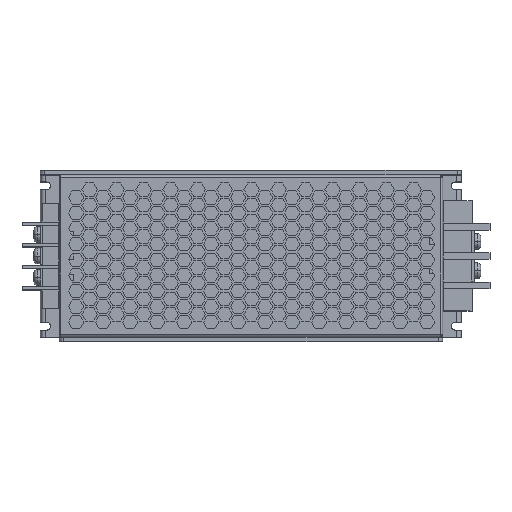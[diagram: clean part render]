
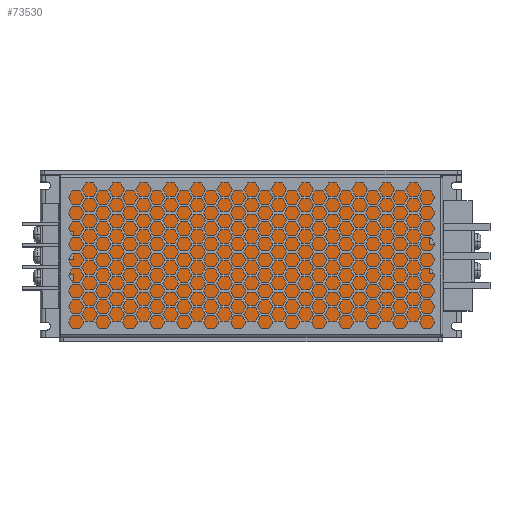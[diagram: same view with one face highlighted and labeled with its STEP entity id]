
A CAD part, top view. The second image highlights one B-rep face of the part: STEP entity #73530.
In plain terms, the highlighted planar face has unit normal (0, 0, 1).
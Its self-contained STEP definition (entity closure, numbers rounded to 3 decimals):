
#38460=CARTESIAN_POINT('',(-5.993,58.379,
0.));
#38470=VERTEX_POINT('',#38460);
#38500=CARTESIAN_POINT('',(-14.583,58.379,0.));
#38510=DIRECTION('',(1.,0.,0.));
#38520=VECTOR('',#38510,1.);
#38530=LINE('',#38500,#38520);
#38540=CARTESIAN_POINT('',(0.457,58.379,
0.));
#38550=VERTEX_POINT('',#38540);
#38560=EDGE_CURVE('',#38470,#38550,#38530,.T.);
#39350=CARTESIAN_POINT('',(-5.993,131.179,
0.));
#39360=VERTEX_POINT('',#39350);
#40080=CARTESIAN_POINT('',(-5.993,62.079,
0.));
#40090=DIRECTION('',(0.,-1.,0.));
#40100=VECTOR('',#40090,1.);
#40110=LINE('',#40080,#40100);
#40120=CARTESIAN_POINT('',(-5.993,128.129,
0.));
#40130=VERTEX_POINT('',#40120);
#40140=EDGE_CURVE('',#39360,#40130,#40110,.T.);
#40310=CARTESIAN_POINT('',(-5.993,60.079,
0.));
#40320=DIRECTION('',(0.,-1.,0.));
#40330=VECTOR('',#40320,1.);
#40340=LINE('',#40310,#40330);
#40350=CARTESIAN_POINT('',(-5.993,124.629,
0.));
#40360=VERTEX_POINT('',#40350);
#40370=CARTESIAN_POINT('',(-5.993,65.129,
0.));
#40380=VERTEX_POINT('',#40370);
#40390=EDGE_CURVE('',#40360,#40380,#40340,.T.);
#40790=CARTESIAN_POINT('',(-5.293,61.629,
0.));
#40800=VERTEX_POINT('',#40790);
#40830=CARTESIAN_POINT('',(115.946,61.629,
0.));
#40840=DIRECTION('',(-1.,0.,0.));
#40850=VECTOR('',#40840,1.);
#40860=LINE('',#40830,#40850);
#40870=CARTESIAN_POINT('',(-5.993,61.629,
0.));
#40880=VERTEX_POINT('',#40870);
#40890=EDGE_CURVE('',#40800,#40880,#40860,.T.);
#41530=CARTESIAN_POINT('',(-5.293,124.629,
0.));
#41540=VERTEX_POINT('',#41530);
#41570=CARTESIAN_POINT('',(115.946,124.629,
0.));
#41580=DIRECTION('',(-1.,0.,0.));
#41590=VECTOR('',#41580,1.);
#41600=LINE('',#41570,#41590);
#41610=EDGE_CURVE('',#41540,#40360,#41600,.T.);
#41780=CARTESIAN_POINT('',(115.946,65.129,
0.));
#41790=DIRECTION('',(1.,0.,0.));
#41800=VECTOR('',#41790,1.);
#41810=LINE('',#41780,#41800);
#41820=CARTESIAN_POINT('',(-5.293,65.129,
0.));
#41830=VERTEX_POINT('',#41820);
#41840=EDGE_CURVE('',#40380,#41830,#41810,.T.);
#42290=CARTESIAN_POINT('',(178.207,126.379,0.))
;
#42300=DIRECTION('',(0.,0.,1.));
#42310=DIRECTION('',(1.,0.,0.));
#42320=AXIS2_PLACEMENT_3D('',#42290,#42300,#42310);
#42330=CIRCLE('',#42320,1.75);
#42340=CARTESIAN_POINT('',(176.457,126.379,0.))
;
#42350=VERTEX_POINT('',#42340);
#42360=CARTESIAN_POINT('',(178.207,124.629,0.))
;
#42370=VERTEX_POINT('',#42360);
#42380=EDGE_CURVE('',#42350,#42370,#42330,.T.);
#43260=CARTESIAN_POINT('',(-3.543,63.379,
0.));
#43270=VERTEX_POINT('',#43260);
#43380=CARTESIAN_POINT('',(-5.293,63.379,
0.));
#43390=DIRECTION('',(0.,0.,1.));
#43400=DIRECTION('',(1.,0.,0.));
#43410=AXIS2_PLACEMENT_3D('',#43380,#43390,#43400);
#43420=CIRCLE('',#43410,1.75);
#43430=EDGE_CURVE('',#43270,#41830,#43420,.T.);
#44230=CARTESIAN_POINT('',(178.207,128.129,0.))
;
#44240=VERTEX_POINT('',#44230);
#44250=EDGE_CURVE('',#44240,#42350,#42330,.T.);
#44740=EDGE_CURVE('',#40800,#43270,#43420,.T.);
#44840=CARTESIAN_POINT('',(-5.993,58.079,
0.));
#44850=DIRECTION('',(0.,-1.,0.));
#44860=VECTOR('',#44850,1.);
#44870=LINE('',#44840,#44860);
#44880=EDGE_CURVE('',#40880,#38470,#44870,.T.);
#48890=CARTESIAN_POINT('',(178.907,131.279,0.))
;
#48900=VERTEX_POINT('',#48890);
#49050=CARTESIAN_POINT('',(178.907,131.179,0.))
;
#49060=VERTEX_POINT('',#49050);
#49090=CARTESIAN_POINT('',(178.907,88.663,
0.));
#49100=DIRECTION('',(0.,1.,0.));
#49110=VECTOR('',#49100,1.);
#49120=LINE('',#49090,#49110);
#49130=EDGE_CURVE('',#49060,#48900,#49120,.T.);
#49770=CARTESIAN_POINT('',(-5.993,131.279,
0.));
#49780=VERTEX_POINT('',#49770);
#49810=CARTESIAN_POINT('',(-5.993,88.663,
0.));
#49820=DIRECTION('',(0.,-1.,0.));
#49830=VECTOR('',#49820,1.);
#49840=LINE('',#49810,#49830);
#49850=EDGE_CURVE('',#49780,#39360,#49840,.T.);
#53280=CARTESIAN_POINT('',(178.207,65.129,0.));
#53290=VERTEX_POINT('',#53280);
#53320=CARTESIAN_POINT('',(123.946,65.129,
0.));
#53330=DIRECTION('',(1.,0.,0.));
#53340=VECTOR('',#53330,1.);
#53350=LINE('',#53320,#53340);
#53360=CARTESIAN_POINT('',(178.907,65.129,0.));
#53370=VERTEX_POINT('',#53360);
#53380=EDGE_CURVE('',#53290,#53370,#53350,.T.);
#53910=CARTESIAN_POINT('',(123.946,128.129,
0.));
#53920=DIRECTION('',(1.,0.,0.));
#53930=VECTOR('',#53920,1.);
#53940=LINE('',#53910,#53930);
#53950=CARTESIAN_POINT('',(178.907,128.129,0.))
;
#53960=VERTEX_POINT('',#53950);
#53970=EDGE_CURVE('',#44240,#53960,#53940,.T.);
#54500=CARTESIAN_POINT('',(115.946,128.129,
0.));
#54510=DIRECTION('',(1.,0.,0.));
#54520=VECTOR('',#54510,1.);
#54530=LINE('',#54500,#54520);
#54540=CARTESIAN_POINT('',(-5.293,128.129,
0.));
#54550=VERTEX_POINT('',#54540);
#54560=EDGE_CURVE('',#40130,#54550,#54530,.T.);
#54870=CARTESIAN_POINT('',(-3.543,126.379,
0.));
#54880=VERTEX_POINT('',#54870);
#54990=CARTESIAN_POINT('',(-5.293,126.379,
0.));
#55000=DIRECTION('',(0.,0.,1.));
#55010=DIRECTION('',(1.,0.,0.));
#55020=AXIS2_PLACEMENT_3D('',#54990,#55000,#55010);
#55030=CIRCLE('',#55020,1.75);
#55040=EDGE_CURVE('',#54880,#54550,#55030,.T.);
#55550=CARTESIAN_POINT('',(176.457,63.379,0.));
#55560=VERTEX_POINT('',#55550);
#55590=CARTESIAN_POINT('',(178.207,63.379,0.));
#55600=DIRECTION('',(0.,0.,1.));
#55610=DIRECTION('',(1.,0.,0.));
#55620=AXIS2_PLACEMENT_3D('',#55590,#55600,#55610);
#55630=CIRCLE('',#55620,1.75);
#55640=EDGE_CURVE('',#53290,#55560,#55630,.T.);
#70310=EDGE_CURVE('',#41540,#54880,#55030,.T.);
#71870=CARTESIAN_POINT('',(178.207,61.629,0.));
#71880=VERTEX_POINT('',#71870);
#71910=EDGE_CURVE('',#55560,#71880,#55630,.T.);
#72540=CARTESIAN_POINT('',(-11.543,60.079,0.));
#72550=DIRECTION('',(0.,0.,-1.));
#72560=DIRECTION('',(1.,0.,0.));
#72570=AXIS2_PLACEMENT_3D('',#72540,#72550,#72560);
#72580=PLANE('',#72570);
#72590=CARTESIAN_POINT('',(178.907,130.279,0.))
;
#72600=DIRECTION('',(0.,1.,0.));
#72610=VECTOR('',#72600,1.);
#72620=LINE('',#72590,#72610);
#72630=EDGE_CURVE('',#53960,#49060,#72620,.T.);
#72640=ORIENTED_EDGE('',*,*,#72630,.T.);
#72650=ORIENTED_EDGE('',*,*,#53970,.T.);
#72660=ORIENTED_EDGE('',*,*,#44250,.F.);
#72670=ORIENTED_EDGE('',*,*,#42380,.F.);
#72680=CARTESIAN_POINT('',(123.946,124.629,
0.));
#72690=DIRECTION('',(-1.,0.,0.));
#72700=VECTOR('',#72690,1.);
#72710=LINE('',#72680,#72700);
#72720=CARTESIAN_POINT('',(178.907,124.629,0.))
;
#72730=VERTEX_POINT('',#72720);
#72740=EDGE_CURVE('',#72730,#42370,#72710,.T.);
#72750=ORIENTED_EDGE('',*,*,#72740,.T.);
#72760=CARTESIAN_POINT('',(178.907,128.279,0.))
;
#72770=DIRECTION('',(0.,1.,0.));
#72780=VECTOR('',#72770,1.);
#72790=LINE('',#72760,#72780);
#72800=EDGE_CURVE('',#53370,#72730,#72790,.T.);
#72810=ORIENTED_EDGE('',*,*,#72800,.T.);
#72820=ORIENTED_EDGE('',*,*,#53380,.T.);
#72830=ORIENTED_EDGE('',*,*,#55640,.F.);
#72840=ORIENTED_EDGE('',*,*,#71910,.F.);
#72850=CARTESIAN_POINT('',(123.946,61.629,
0.));
#72860=DIRECTION('',(-1.,0.,0.));
#72870=VECTOR('',#72860,1.);
#72880=LINE('',#72850,#72870);
#72890=CARTESIAN_POINT('',(178.907,61.629,0.));
#72900=VERTEX_POINT('',#72890);
#72910=EDGE_CURVE('',#72900,#71880,#72880,.T.);
#72920=ORIENTED_EDGE('',*,*,#72910,.T.);
#72930=CARTESIAN_POINT('',(178.907,126.279,0.))
;
#72940=DIRECTION('',(0.,1.,0.));
#72950=VECTOR('',#72940,1.);
#72960=LINE('',#72930,#72950);
#72970=CARTESIAN_POINT('',(178.907,58.379,0.));
#72980=VERTEX_POINT('',#72970);
#72990=EDGE_CURVE('',#72980,#72900,#72960,.T.);
#73000=ORIENTED_EDGE('',*,*,#72990,.T.);
#73010=CARTESIAN_POINT('',(-11.543,58.379,0.));
#73020=DIRECTION('',(1.,0.,0.));
#73030=VECTOR('',#73020,1.);
#73040=LINE('',#73010,#73030);
#73050=CARTESIAN_POINT('',(172.457,58.379,0.));
#73060=VERTEX_POINT('',#73050);
#73070=EDGE_CURVE('',#73060,#72980,#73040,.T.);
#73080=ORIENTED_EDGE('',*,*,#73070,.T.);
#73090=CARTESIAN_POINT('',(172.457,86.963,
0.));
#73100=DIRECTION('',(0.,1.,0.));
#73110=VECTOR('',#73100,1.);
#73120=LINE('',#73090,#73110);
#73130=CARTESIAN_POINT('',(172.457,58.479,0.));
#73140=VERTEX_POINT('',#73130);
#73150=EDGE_CURVE('',#73060,#73140,#73120,.T.);
#73160=ORIENTED_EDGE('',*,*,#73150,.F.);
#73170=CARTESIAN_POINT('',(169.457,58.479,0.));
#73180=DIRECTION('',(1.,0.,0.));
#73190=VECTOR('',#73180,1.);
#73200=LINE('',#73170,#73190);
#73210=CARTESIAN_POINT('',(0.457,58.479,
0.));
#73220=VERTEX_POINT('',#73210);
#73230=EDGE_CURVE('',#73220,#73140,#73200,.T.);
#73240=ORIENTED_EDGE('',*,*,#73230,.T.);
#73250=CARTESIAN_POINT('',(0.457,86.663,
0.));
#73260=DIRECTION('',(0.,1.,0.));
#73270=VECTOR('',#73260,1.);
#73280=LINE('',#73250,#73270);
#73290=EDGE_CURVE('',#38550,#73220,#73280,.T.);
#73300=ORIENTED_EDGE('',*,*,#73290,.T.);
#73310=ORIENTED_EDGE('',*,*,#38560,.T.);
#73320=ORIENTED_EDGE('',*,*,#44880,.T.);
#73330=ORIENTED_EDGE('',*,*,#40890,.T.);
#73340=ORIENTED_EDGE('',*,*,#44740,.F.);
#73350=ORIENTED_EDGE('',*,*,#43430,.F.);
#73360=ORIENTED_EDGE('',*,*,#41840,.T.);
#73370=ORIENTED_EDGE('',*,*,#40390,.T.);
#73380=ORIENTED_EDGE('',*,*,#41610,.T.);
#73390=ORIENTED_EDGE('',*,*,#70310,.F.);
#73400=ORIENTED_EDGE('',*,*,#55040,.F.);
#73410=ORIENTED_EDGE('',*,*,#54560,.T.);
#73420=ORIENTED_EDGE('',*,*,#40140,.T.);
#73430=ORIENTED_EDGE('',*,*,#49850,.T.);
#73440=CARTESIAN_POINT('',(-9.493,131.279,
0.));
#73450=DIRECTION('',(-1.,0.,0.));
#73460=VECTOR('',#73450,1.);
#73470=LINE('',#73440,#73460);
#73480=EDGE_CURVE('',#48900,#49780,#73470,.T.);
#73490=ORIENTED_EDGE('',*,*,#73480,.T.);
#73500=ORIENTED_EDGE('',*,*,#49130,.T.);
#73510=EDGE_LOOP('',(#73500,#73490,#73430,#73420,#73410,#73400,#73390,
#73380,#73370,#73360,#73350,#73340,#73330,#73320,#73310,#73300,#73240,
#73160,#73080,#73000,#72920,#72840,#72830,#72820,#72810,#72750,#72670,
#72660,#72650,#72640));
#73520=FACE_OUTER_BOUND('',#73510,.T.);
#73530=ADVANCED_FACE('',(#73520),#72580,.F.);
